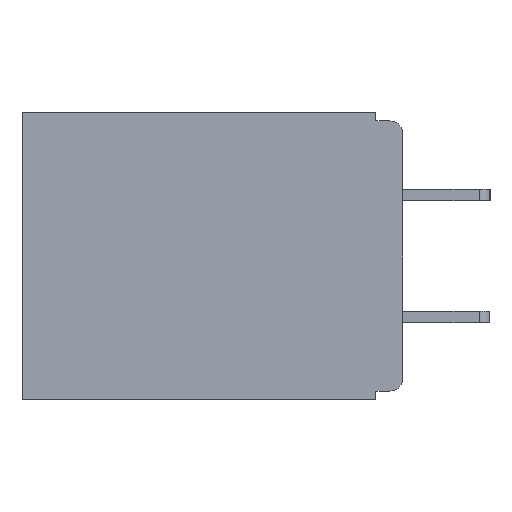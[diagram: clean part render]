
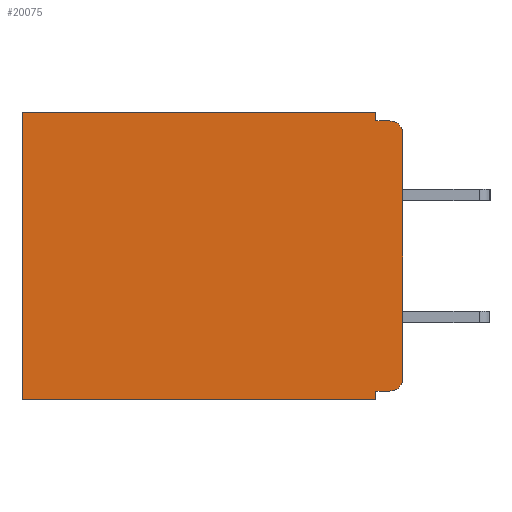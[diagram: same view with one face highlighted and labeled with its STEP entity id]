
A CAD part, left-side view. The second image highlights one B-rep face of the part: STEP entity #20075.
In plain terms, the highlighted planar face has unit normal (-1, 0, 0).
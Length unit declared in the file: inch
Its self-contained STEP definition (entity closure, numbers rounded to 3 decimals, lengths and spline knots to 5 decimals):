
#391 = LINE ( 'NONE', #631, #20364 ) ;
#525 = VECTOR ( 'NONE', #3809, 39.37008 ) ;
#542 = CARTESIAN_POINT ( 'NONE',  ( 0.3, 0., -0.025 ) ) ;
#609 = VERTEX_POINT ( 'NONE', #16701 ) ;
#631 = CARTESIAN_POINT ( 'NONE',  ( 0.3, 0.437, -0.33 ) ) ;
#696 = DIRECTION ( 'NONE',  ( 0., 0., -1. ) ) ;
#1067 = EDGE_CURVE ( 'NONE', #16324, #9600, #391, .T. ) ;
#1226 = EDGE_CURVE ( 'NONE', #17789, #3551, #4829, .T. ) ;
#1461 = DIRECTION ( 'NONE',  ( -1., 0., 0. ) ) ;
#1952 = VECTOR ( 'NONE', #17109, 39.37008 ) ;
#2073 = ORIENTED_EDGE ( 'NONE', *, *, #15365, .T. ) ;
#2273 = CARTESIAN_POINT ( 'NONE',  ( 0.3, 0.015, -0.025 ) ) ;
#2622 = CARTESIAN_POINT ( 'NONE',  ( 0.3, 0., -0.33 ) ) ;
#3155 = VERTEX_POINT ( 'NONE', #9803 ) ;
#3551 = VERTEX_POINT ( 'NONE', #12243 ) ;
#3809 = DIRECTION ( 'NONE',  ( 0., 0., -1. ) ) ;
#3883 = ORIENTED_EDGE ( 'NONE', *, *, #1067, .T. ) ;
#4082 = EDGE_CURVE ( 'NONE', #5054, #609, #4728, .T. ) ;
#4545 = PLANE ( 'NONE',  #16154 ) ;
#4579 = DIRECTION ( 'NONE',  ( -1., 0., 0. ) ) ;
#4682 = DIRECTION ( 'NONE',  ( 0., 0., -1. ) ) ;
#4728 = LINE ( 'NONE', #13840, #525 ) ;
#4829 = CIRCLE ( 'NONE', #8109, 0.015 ) ;
#4844 = VECTOR ( 'NONE', #18433, 39.37008 ) ;
#5054 = VERTEX_POINT ( 'NONE', #15128 ) ;
#5082 = ORIENTED_EDGE ( 'NONE', *, *, #15237, .F. ) ;
#5270 = LINE ( 'NONE', #12337, #13156 ) ;
#5339 = LINE ( 'NONE', #2622, #4844 ) ;
#5472 = CARTESIAN_POINT ( 'NONE',  ( 0.3, 0.031, 0. ) ) ;
#5519 = EDGE_CURVE ( 'NONE', #18139, #16324, #7468, .T. ) ;
#6890 = CARTESIAN_POINT ( 'NONE',  ( 0.3, 0., -0.32 ) ) ;
#7468 = LINE ( 'NONE', #8018, #15294 ) ;
#7718 = CARTESIAN_POINT ( 'NONE',  ( 0.3, 0.031, 0. ) ) ;
#7793 = DIRECTION ( 'NONE',  ( 1., 0., 0. ) ) ;
#8018 = CARTESIAN_POINT ( 'NONE',  ( 0.3, 0., 0. ) ) ;
#8109 = AXIS2_PLACEMENT_3D ( 'NONE', #2273, #1461, #4682 ) ;
#9077 = EDGE_CURVE ( 'NONE', #609, #9600, #5270, .T. ) ;
#9096 = ORIENTED_EDGE ( 'NONE', *, *, #9077, .F. ) ;
#9398 = EDGE_CURVE ( 'NONE', #3155, #5054, #15618, .T. ) ;
#9481 = EDGE_CURVE ( 'NONE', #18139, #18406, #14110, .T. ) ;
#9600 = VERTEX_POINT ( 'NONE', #16738 ) ;
#9803 = CARTESIAN_POINT ( 'NONE',  ( 0.3, 0.015, -0.32 ) ) ;
#10344 = CARTESIAN_POINT ( 'NONE',  ( 0.3, 0.437, 0. ) ) ;
#10433 = LINE ( 'NONE', #15550, #1952 ) ;
#10933 = EDGE_LOOP ( 'NONE', ( #5082, #12548, #16160, #20120, #13922, #3883, #9096, #14704, #14908, #2073 ) ) ;
#12243 = CARTESIAN_POINT ( 'NONE',  ( 0.3, 0.015, -0.01 ) ) ;
#12337 = CARTESIAN_POINT ( 'NONE',  ( 0.3, 0., -0.33 ) ) ;
#12405 = DIRECTION ( 'NONE',  ( 0., 1., 0. ) ) ;
#12548 = ORIENTED_EDGE ( 'NONE', *, *, #1226, .T. ) ;
#13156 = VECTOR ( 'NONE', #12405, 39.37008 ) ;
#13171 = VERTEX_POINT ( 'NONE', #14782 ) ;
#13190 = DIRECTION ( 'NONE',  ( 0., 1., 0. ) ) ;
#13840 = CARTESIAN_POINT ( 'NONE',  ( 0.3, 0.031, -0.33 ) ) ;
#13922 = ORIENTED_EDGE ( 'NONE', *, *, #5519, .T. ) ;
#13996 = CARTESIAN_POINT ( 'NONE',  ( 0.3, 0.015, -0.305 ) ) ;
#14110 = LINE ( 'NONE', #5472, #14612 ) ;
#14612 = VECTOR ( 'NONE', #16454, 39.37008 ) ;
#14704 = ORIENTED_EDGE ( 'NONE', *, *, #4082, .F. ) ;
#14782 = CARTESIAN_POINT ( 'NONE',  ( 0.3, 0., -0.305 ) ) ;
#14908 = ORIENTED_EDGE ( 'NONE', *, *, #9398, .F. ) ;
#15128 = CARTESIAN_POINT ( 'NONE',  ( 0.3, 0.031, -0.32 ) ) ;
#15237 = EDGE_CURVE ( 'NONE', #17789, #13171, #5339, .T. ) ;
#15294 = VECTOR ( 'NONE', #20196, 39.37008 ) ;
#15365 = EDGE_CURVE ( 'NONE', #3155, #13171, #19164, .T. ) ;
#15550 = CARTESIAN_POINT ( 'NONE',  ( 0.3, 0., -0.01 ) ) ;
#15603 = DIRECTION ( 'NONE',  ( 0., 0., -1. ) ) ;
#15618 = LINE ( 'NONE', #6890, #19799 ) ;
#15751 = FACE_OUTER_BOUND ( 'NONE', #10933, .T. ) ;
#16154 = AXIS2_PLACEMENT_3D ( 'NONE', #20254, #7793, #18754 ) ;
#16160 = ORIENTED_EDGE ( 'NONE', *, *, #18810, .F. ) ;
#16324 = VERTEX_POINT ( 'NONE', #10344 ) ;
#16454 = DIRECTION ( 'NONE',  ( 0., 0., -1. ) ) ;
#16701 = CARTESIAN_POINT ( 'NONE',  ( 0.3, 0.031, -0.33 ) ) ;
#16738 = CARTESIAN_POINT ( 'NONE',  ( 0.3, 0.437, -0.33 ) ) ;
#17109 = DIRECTION ( 'NONE',  ( 0., -1., 0. ) ) ;
#17611 = CARTESIAN_POINT ( 'NONE',  ( 0.3, 0.031, -0.01 ) ) ;
#17789 = VERTEX_POINT ( 'NONE', #542 ) ;
#17944 = AXIS2_PLACEMENT_3D ( 'NONE', #13996, #4579, #15603 ) ;
#18139 = VERTEX_POINT ( 'NONE', #7718 ) ;
#18406 = VERTEX_POINT ( 'NONE', #17611 ) ;
#18433 = DIRECTION ( 'NONE',  ( 0., 0., -1. ) ) ;
#18754 = DIRECTION ( 'NONE',  ( 0., 0., -1. ) ) ;
#18810 = EDGE_CURVE ( 'NONE', #18406, #3551, #10433, .T. ) ;
#19164 = CIRCLE ( 'NONE', #17944, 0.015 ) ;
#19799 = VECTOR ( 'NONE', #13190, 39.37008 ) ;
#20075 = ADVANCED_FACE ( 'NONE', ( #15751 ), #4545, .F. ) ;
#20120 = ORIENTED_EDGE ( 'NONE', *, *, #9481, .F. ) ;
#20196 = DIRECTION ( 'NONE',  ( 0., 1., 0. ) ) ;
#20254 = CARTESIAN_POINT ( 'NONE',  ( 0.3, 0., -0.33 ) ) ;
#20364 = VECTOR ( 'NONE', #696, 39.37008 ) ;
